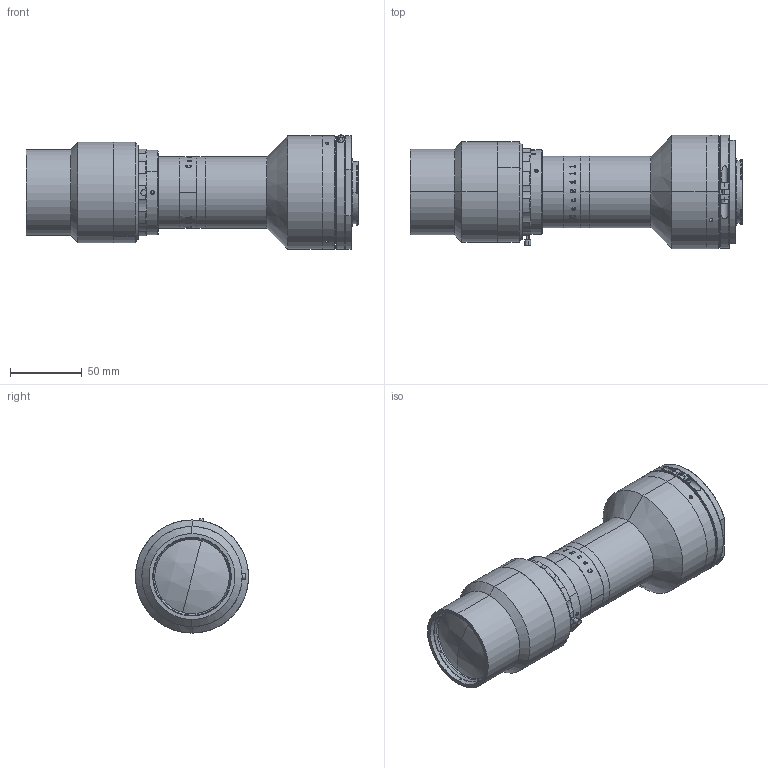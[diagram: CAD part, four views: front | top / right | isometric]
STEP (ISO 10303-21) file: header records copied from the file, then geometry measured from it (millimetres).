
FILE_DESCRIPTION (( 'STEP AP203' ), '1' );
FILE_NAME ('XF-PTL03738-F-VI.STEP', '2019-05-27T06:00:33', ( 'canrill005' ), ( '' ), 'SwSTEP 2.0', 'SolidWorks 2014', '' );
FILE_SCHEMA (( 'CONFIG_CONTROL_DESIGN' ));
Length unit declared in the file: millimetre
Products named in the file (2): XF-PTL03738-F-VI
Bounding box: 231.83 x 79 x 79.75 mm (x, y, z)
Surface area: 75673.2 mm2 (no closed solid volume)
Topology: 0 solids, 49 shells, 274 faces, 1375 edges, 1147 vertices
Faces by surface type: cylinder 126, plane 92, cone 37, torus 8, bspline 7, sphere 4
Entity records: 22029 total; most frequent: CARTESIAN_POINT 11648, DIRECTION 1986, ORIENTED_EDGE 1849, EDGE_CURVE 1375, VERTEX_POINT 1147, AXIS2_PLACEMENT_3D 769, CIRCLE 500, LINE 448
